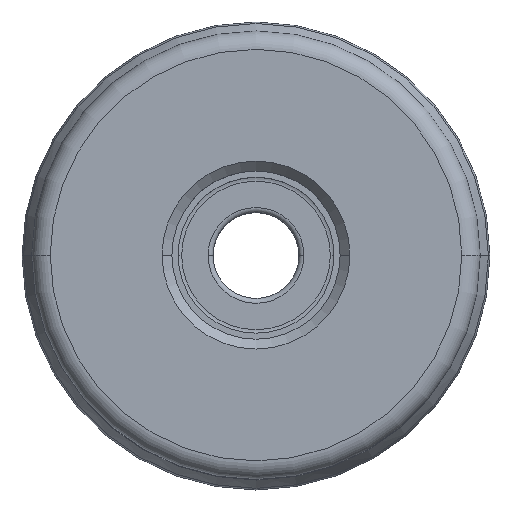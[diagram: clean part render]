
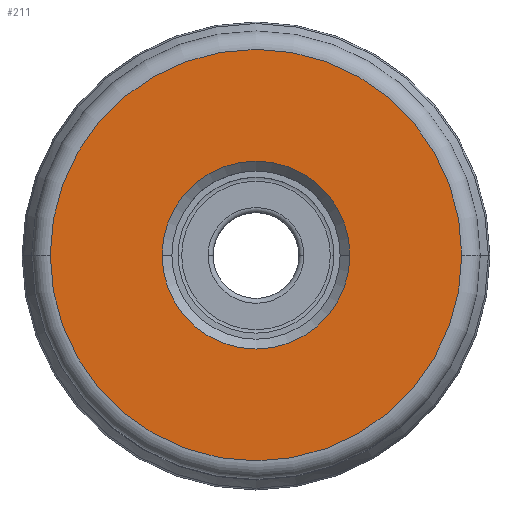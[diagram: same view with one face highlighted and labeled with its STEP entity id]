
A CAD part, top view. The second image highlights one B-rep face of the part: STEP entity #211.
In plain terms, the highlighted planar face has unit normal (0, 0, 1).
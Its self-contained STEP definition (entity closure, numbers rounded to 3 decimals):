
#99=PLANE('',#1911);
#109=FACE_BOUND('',#409,.T.);
#110=FACE_BOUND('',#410,.T.);
#211=ADVANCED_FACE('',(#109,#110),#99,.F.);
#409=EDGE_LOOP('',(#732,#733,#734,#735));
#410=EDGE_LOOP('',(#736,#737,#738,#739));
#732=ORIENTED_EDGE('',*,*,#1214,.T.);
#733=ORIENTED_EDGE('',*,*,#1220,.T.);
#734=ORIENTED_EDGE('',*,*,#1219,.T.);
#735=ORIENTED_EDGE('',*,*,#1215,.T.);
#736=ORIENTED_EDGE('',*,*,#1221,.T.);
#737=ORIENTED_EDGE('',*,*,#1222,.T.);
#738=ORIENTED_EDGE('',*,*,#1223,.T.);
#739=ORIENTED_EDGE('',*,*,#1224,.T.);
#1007=VERTEX_POINT('',#4087);
#1008=VERTEX_POINT('',#4089);
#1009=VERTEX_POINT('',#4091);
#1011=VERTEX_POINT('',#4098);
#1012=VERTEX_POINT('',#4102);
#1013=VERTEX_POINT('',#4103);
#1014=VERTEX_POINT('',#4105);
#1015=VERTEX_POINT('',#4107);
#1214=EDGE_CURVE('',#1008,#1007,#1468,.T.);
#1215=EDGE_CURVE('',#1009,#1008,#1469,.T.);
#1219=EDGE_CURVE('',#1011,#1009,#1473,.T.);
#1220=EDGE_CURVE('',#1007,#1011,#1474,.T.);
#1221=EDGE_CURVE('',#1012,#1013,#1475,.T.);
#1222=EDGE_CURVE('',#1013,#1014,#1476,.T.);
#1223=EDGE_CURVE('',#1014,#1015,#1477,.T.);
#1224=EDGE_CURVE('',#1015,#1012,#1478,.T.);
#1468=CIRCLE('',#1898,16.757);
#1469=CIRCLE('',#1899,16.757);
#1473=CIRCLE('',#1904,16.757);
#1474=CIRCLE('',#1905,16.757);
#1475=CIRCLE('',#1907,7.65);
#1476=CIRCLE('',#1908,7.65);
#1477=CIRCLE('',#1909,7.65);
#1478=CIRCLE('',#1910,7.65);
#1898=AXIS2_PLACEMENT_3D('',#4088,#2368,#2369);
#1899=AXIS2_PLACEMENT_3D('',#4090,#2370,#2371);
#1904=AXIS2_PLACEMENT_3D('',#4097,#2380,#2381);
#1905=AXIS2_PLACEMENT_3D('',#4099,#2382,#2383);
#1907=AXIS2_PLACEMENT_3D('',#4101,#2386,#2387);
#1908=AXIS2_PLACEMENT_3D('',#4104,#2388,#2389);
#1909=AXIS2_PLACEMENT_3D('',#4106,#2390,#2391);
#1910=AXIS2_PLACEMENT_3D('',#4108,#2392,#2393);
#1911=AXIS2_PLACEMENT_3D('',#4109,#2394,#2395);
#2368=DIRECTION('',(0.,0.,1.));
#2369=DIRECTION('',(-1.,0.001,0.));
#2370=DIRECTION('',(0.,0.,1.));
#2371=DIRECTION('',(1.,0.,0.));
#2380=DIRECTION('',(0.,0.,1.));
#2381=DIRECTION('',(1.,-0.001,0.));
#2382=DIRECTION('',(0.,0.,1.));
#2383=DIRECTION('',(-1.,0.,0.));
#2386=DIRECTION('',(0.,0.,-1.));
#2387=DIRECTION('',(0.,1.,0.));
#2388=DIRECTION('',(0.,0.,-1.));
#2389=DIRECTION('',(1.,0.,0.));
#2390=DIRECTION('',(0.,0.,-1.));
#2391=DIRECTION('',(0.,-1.,0.));
#2392=DIRECTION('',(0.,0.,-1.));
#2393=DIRECTION('',(-1.,0.,0.));
#2394=DIRECTION('',(0.,0.,-1.));
#2395=DIRECTION('',(1.,0.,0.));
#4087=CARTESIAN_POINT('',(-16.757,0.,0.));
#4088=CARTESIAN_POINT('',(0.,0.,0.));
#4089=CARTESIAN_POINT('',(-16.756,0.02,0.));
#4090=CARTESIAN_POINT('',(0.,0.,0.));
#4091=CARTESIAN_POINT('',(16.757,0.,0.));
#4097=CARTESIAN_POINT('',(0.,0.,0.));
#4098=CARTESIAN_POINT('',(16.756,-0.02,0.));
#4099=CARTESIAN_POINT('',(0.,0.,0.));
#4101=CARTESIAN_POINT('',(0.,0.,0.));
#4102=CARTESIAN_POINT('',(0.,7.65,0.));
#4103=CARTESIAN_POINT('',(7.65,0.,0.));
#4104=CARTESIAN_POINT('',(0.,0.,0.));
#4105=CARTESIAN_POINT('',(0.,-7.65,0.));
#4106=CARTESIAN_POINT('',(0.,0.,0.));
#4107=CARTESIAN_POINT('',(-7.65,0.,0.));
#4108=CARTESIAN_POINT('',(0.,0.,0.));
#4109=CARTESIAN_POINT('',(0.,0.,0.));
